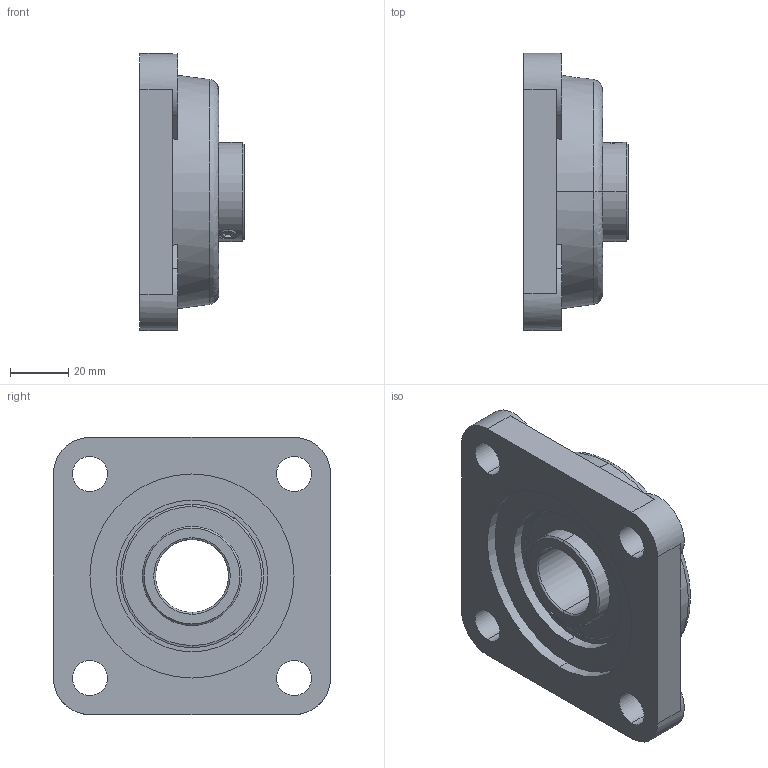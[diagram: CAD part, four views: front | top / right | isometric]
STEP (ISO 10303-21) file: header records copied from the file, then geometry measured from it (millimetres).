
FILE_DESCRIPTION (( 'STEP AP203' ), '1' );
FILE_NAME ('UCF-205.STEP', '2022-02-24T13:19:50', ( '' ), ( '' ), 'SwSTEP 2.0', 'SolidWorks 2018', '' );
FILE_SCHEMA (( 'CONFIG_CONTROL_DESIGN' ));
Length unit declared in the file: millimetre
Products named in the file (1): UCF-205
Bounding box: 35.7 x 95 x 95 mm (x, y, z)
Volume: 135088 mm3; surface area: 37822.7 mm2
Topology: 1 solids, 3 shells, 146 faces, 347 edges, 223 vertices
Faces by surface type: cylinder 51, plane 49, bspline 25, cone 21
Entity records: 5463 total; most frequent: CARTESIAN_POINT 2060, ORIENTED_EDGE 694, DIRECTION 684, EDGE_CURVE 347, AXIS2_PLACEMENT_3D 271, VERTEX_POINT 223, EDGE_LOOP 176, CIRCLE 149
